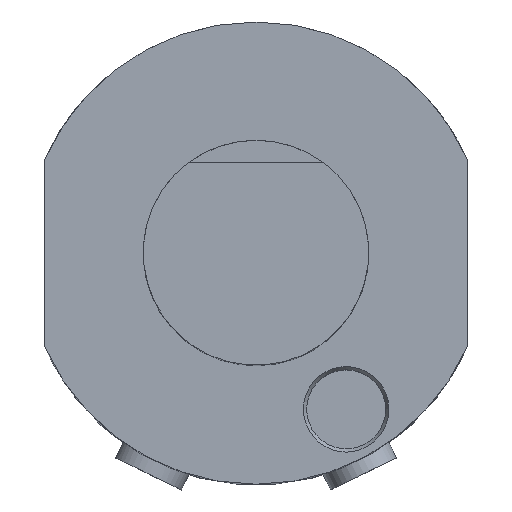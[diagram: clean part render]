
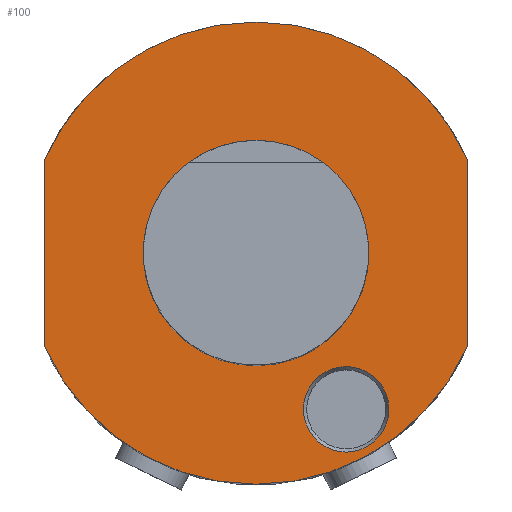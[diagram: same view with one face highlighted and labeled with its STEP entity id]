
A CAD part, top view. The second image highlights one B-rep face of the part: STEP entity #100.
In plain terms, the highlighted planar face has unit normal (0, 0, 1).
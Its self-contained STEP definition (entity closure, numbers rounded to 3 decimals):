
#45=PLANE('',#705);
#100=ADVANCED_FACE('',(#237,#238,#239),#45,.T.);
#154=LINE('',#1019,#196);
#155=LINE('',#1023,#197);
#196=VECTOR('',#804,1.);
#197=VECTOR('',#807,1.);
#237=FACE_BOUND('',#270,.T.);
#238=FACE_BOUND('',#271,.T.);
#239=FACE_BOUND('',#272,.T.);
#270=EDGE_LOOP('',(#334,#335,#336,#337));
#271=EDGE_LOOP('',(#338));
#272=EDGE_LOOP('',(#339));
#334=ORIENTED_EDGE('',*,*,#561,.F.);
#335=ORIENTED_EDGE('',*,*,#562,.T.);
#336=ORIENTED_EDGE('',*,*,#563,.F.);
#337=ORIENTED_EDGE('',*,*,#564,.T.);
#338=ORIENTED_EDGE('',*,*,#565,.F.);
#339=ORIENTED_EDGE('',*,*,#555,.F.);
#495=VERTEX_POINT('',#1004);
#500=VERTEX_POINT('',#1017);
#501=VERTEX_POINT('',#1018);
#502=VERTEX_POINT('',#1020);
#503=VERTEX_POINT('',#1022);
#504=VERTEX_POINT('',#1025);
#555=EDGE_CURVE('',#495,#495,#639,.T.);
#561=EDGE_CURVE('',#500,#501,#642,.T.);
#562=EDGE_CURVE('',#500,#502,#154,.T.);
#563=EDGE_CURVE('',#503,#502,#643,.T.);
#564=EDGE_CURVE('',#503,#501,#155,.T.);
#565=EDGE_CURVE('',#504,#504,#644,.T.);
#639=CIRCLE('',#697,19.996);
#642=CIRCLE('',#702,41.);
#643=CIRCLE('',#703,41.);
#644=CIRCLE('',#704,7.584);
#697=AXIS2_PLACEMENT_3D('',#1003,#789,#790);
#702=AXIS2_PLACEMENT_3D('',#1016,#802,#803);
#703=AXIS2_PLACEMENT_3D('',#1021,#805,#806);
#704=AXIS2_PLACEMENT_3D('',#1024,#808,#809);
#705=AXIS2_PLACEMENT_3D('',#1026,#810,#811);
#789=DIRECTION('',(0.,0.,1.));
#790=DIRECTION('',(1.,0.,0.));
#802=DIRECTION('',(0.,0.,-1.));
#803=DIRECTION('',(1.,0.,0.));
#804=DIRECTION('',(0.,1.,0.));
#805=DIRECTION('',(0.,0.,-1.));
#806=DIRECTION('',(1.,0.,0.));
#807=DIRECTION('',(0.,-1.,0.));
#808=DIRECTION('',(0.,0.,1.));
#809=DIRECTION('',(1.,0.,0.));
#810=DIRECTION('',(0.,0.,1.));
#811=DIRECTION('',(-1.,0.,0.));
#1003=CARTESIAN_POINT('',(0.,0.,0.));
#1004=CARTESIAN_POINT('',(19.996,0.,0.));
#1016=CARTESIAN_POINT('',(0.,0.,0.));
#1017=CARTESIAN_POINT('',(37.5,-16.576,0.));
#1018=CARTESIAN_POINT('',(-37.5,-16.576,0.));
#1019=CARTESIAN_POINT('',(37.5,0.,0.));
#1020=CARTESIAN_POINT('',(37.5,16.576,0.));
#1021=CARTESIAN_POINT('',(0.,0.,0.));
#1022=CARTESIAN_POINT('',(-37.5,16.576,0.));
#1023=CARTESIAN_POINT('',(-37.5,0.,0.));
#1024=CARTESIAN_POINT('',(16.,-27.713,0.));
#1025=CARTESIAN_POINT('',(23.584,-27.713,0.));
#1026=CARTESIAN_POINT('',(-41.,0.,0.));
